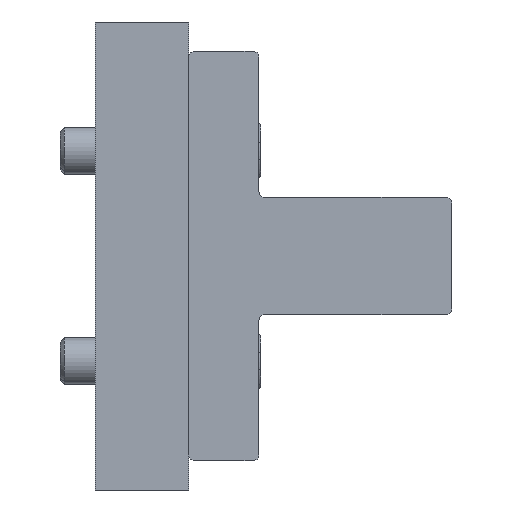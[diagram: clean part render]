
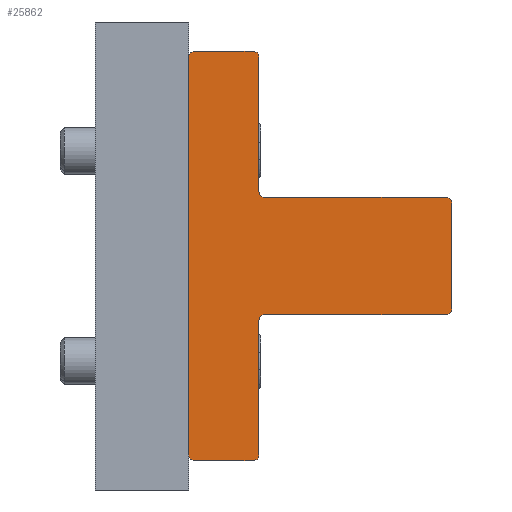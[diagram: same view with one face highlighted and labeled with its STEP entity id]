
A CAD part, left-side view. The second image highlights one B-rep face of the part: STEP entity #25862.
In plain terms, the highlighted planar face has unit normal (-1, 0, 0).
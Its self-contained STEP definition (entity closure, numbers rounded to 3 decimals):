
#25701=AXIS2_PLACEMENT_3D('Circle Axis2P3D',#25699,#25700,$) ;
#25746=AXIS2_PLACEMENT_3D('Plane Axis2P3D',#25743,#25744,#25745) ;
#25750=AXIS2_PLACEMENT_3D('Circle Axis2P3D',#25748,#25749,$) ;
#25766=AXIS2_PLACEMENT_3D('Circle Axis2P3D',#25764,#25765,$) ;
#25780=AXIS2_PLACEMENT_3D('Circle Axis2P3D',#25778,#25779,$) ;
#25794=AXIS2_PLACEMENT_3D('Circle Axis2P3D',#25792,#25793,$) ;
#25808=AXIS2_PLACEMENT_3D('Circle Axis2P3D',#25806,#25807,$) ;
#25820=AXIS2_PLACEMENT_3D('Circle Axis2P3D',#25818,#25819,$) ;
#25834=AXIS2_PLACEMENT_3D('Circle Axis2P3D',#25832,#25833,$) ;
#25632=CARTESIAN_POINT('Vertex',(-736.,-19.,101.)) ;
#25635=CARTESIAN_POINT('Line Origine',(-736.,-34.5,101.)) ;
#25639=CARTESIAN_POINT('Vertex',(-736.,-50.,101.)) ;
#25696=CARTESIAN_POINT('Vertex',(-736.,-18.,102.)) ;
#25699=CARTESIAN_POINT('Axis2P3D Location',(-736.,-19.,102.)) ;
#25743=CARTESIAN_POINT('Axis2P3D Location',(-736.,-6.,91.)) ;
#25748=CARTESIAN_POINT('Axis2P3D Location',(-736.,-7.,57.)) ;
#25752=CARTESIAN_POINT('Vertex',(-736.,-7.,56.)) ;
#25754=CARTESIAN_POINT('Vertex',(-736.,-6.,57.)) ;
#25757=CARTESIAN_POINT('Line Origine',(-736.,-12.,56.)) ;
#25761=CARTESIAN_POINT('Vertex',(-736.,-17.,56.)) ;
#25764=CARTESIAN_POINT('Axis2P3D Location',(-736.,-17.,57.)) ;
#25768=CARTESIAN_POINT('Vertex',(-736.,-18.,57.)) ;
#25771=CARTESIAN_POINT('Line Origine',(-736.,-18.,68.5)) ;
#25775=CARTESIAN_POINT('Vertex',(-736.,-18.,80.)) ;
#25778=CARTESIAN_POINT('Axis2P3D Location',(-736.,-19.,80.)) ;
#25782=CARTESIAN_POINT('Vertex',(-736.,-19.,81.)) ;
#25785=CARTESIAN_POINT('Line Origine',(-736.,-34.5,81.)) ;
#25789=CARTESIAN_POINT('Vertex',(-736.,-50.,81.)) ;
#25792=CARTESIAN_POINT('Axis2P3D Location',(-736.,-50.,82.)) ;
#25796=CARTESIAN_POINT('Vertex',(-736.,-51.,82.)) ;
#25799=CARTESIAN_POINT('Line Origine',(-736.,-51.,91.)) ;
#25803=CARTESIAN_POINT('Vertex',(-736.,-51.,100.)) ;
#25806=CARTESIAN_POINT('Axis2P3D Location',(-736.,-50.,100.)) ;
#25811=CARTESIAN_POINT('Line Origine',(-736.,-18.,113.5)) ;
#25815=CARTESIAN_POINT('Vertex',(-736.,-18.,125.)) ;
#25818=CARTESIAN_POINT('Axis2P3D Location',(-736.,-17.,125.)) ;
#25822=CARTESIAN_POINT('Vertex',(-736.,-17.,126.)) ;
#25825=CARTESIAN_POINT('Line Origine',(-736.,-12.,126.)) ;
#25829=CARTESIAN_POINT('Vertex',(-736.,-7.,126.)) ;
#25832=CARTESIAN_POINT('Axis2P3D Location',(-736.,-7.,125.)) ;
#25836=CARTESIAN_POINT('Vertex',(-736.,-6.,125.)) ;
#25839=CARTESIAN_POINT('Line Origine',(-736.,-6.,91.)) ;
#25636=DIRECTION('Vector Direction',(0.,-1.,0.)) ;
#25700=DIRECTION('Axis2P3D Direction',(1.,0.,0.)) ;
#25744=DIRECTION('Axis2P3D Direction',(1.,0.,0.)) ;
#25745=DIRECTION('Axis2P3D XDirection',(0.,1.,0.)) ;
#25749=DIRECTION('Axis2P3D Direction',(1.,0.,0.)) ;
#25758=DIRECTION('Vector Direction',(0.,-1.,0.)) ;
#25765=DIRECTION('Axis2P3D Direction',(1.,0.,0.)) ;
#25772=DIRECTION('Vector Direction',(0.,0.,1.)) ;
#25779=DIRECTION('Axis2P3D Direction',(1.,0.,0.)) ;
#25786=DIRECTION('Vector Direction',(0.,-1.,0.)) ;
#25793=DIRECTION('Axis2P3D Direction',(1.,0.,0.)) ;
#25800=DIRECTION('Vector Direction',(0.,0.,-1.)) ;
#25807=DIRECTION('Axis2P3D Direction',(1.,0.,0.)) ;
#25812=DIRECTION('Vector Direction',(0.,0.,-1.)) ;
#25819=DIRECTION('Axis2P3D Direction',(1.,0.,0.)) ;
#25826=DIRECTION('Vector Direction',(0.,-1.,0.)) ;
#25833=DIRECTION('Axis2P3D Direction',(1.,0.,0.)) ;
#25840=DIRECTION('Vector Direction',(0.,0.,1.)) ;
#25637=VECTOR('Line Direction',#25636,1.) ;
#25759=VECTOR('Line Direction',#25758,1.) ;
#25773=VECTOR('Line Direction',#25772,1.) ;
#25787=VECTOR('Line Direction',#25786,1.) ;
#25801=VECTOR('Line Direction',#25800,1.) ;
#25813=VECTOR('Line Direction',#25812,1.) ;
#25827=VECTOR('Line Direction',#25826,1.) ;
#25841=VECTOR('Line Direction',#25840,1.) ;
#25845=ORIENTED_EDGE('',*,*,#25756,.F.) ;
#25846=ORIENTED_EDGE('',*,*,#25763,.F.) ;
#25847=ORIENTED_EDGE('',*,*,#25770,.F.) ;
#25848=ORIENTED_EDGE('',*,*,#25777,.F.) ;
#25849=ORIENTED_EDGE('',*,*,#25784,.T.) ;
#25850=ORIENTED_EDGE('',*,*,#25791,.F.) ;
#25851=ORIENTED_EDGE('',*,*,#25798,.F.) ;
#25852=ORIENTED_EDGE('',*,*,#25805,.F.) ;
#25853=ORIENTED_EDGE('',*,*,#25810,.F.) ;
#25854=ORIENTED_EDGE('',*,*,#25641,.F.) ;
#25855=ORIENTED_EDGE('',*,*,#25703,.T.) ;
#25856=ORIENTED_EDGE('',*,*,#25817,.F.) ;
#25857=ORIENTED_EDGE('',*,*,#25824,.F.) ;
#25858=ORIENTED_EDGE('',*,*,#25831,.F.) ;
#25859=ORIENTED_EDGE('',*,*,#25838,.F.) ;
#25860=ORIENTED_EDGE('',*,*,#25843,.F.) ;
#25862=ADVANCED_FACE('RA4624001_1PA_001_04_TERMINALE_POSTERIORE_A.2\\PartBody',(#25861),#25747,.F.) ;
#25702=CIRCLE('generated circle',#25701,1.) ;
#25751=CIRCLE('generated circle',#25750,1.) ;
#25767=CIRCLE('generated circle',#25766,1.) ;
#25781=CIRCLE('generated circle',#25780,1.) ;
#25795=CIRCLE('generated circle',#25794,1.) ;
#25809=CIRCLE('generated circle',#25808,1.) ;
#25821=CIRCLE('generated circle',#25820,1.) ;
#25835=CIRCLE('generated circle',#25834,1.) ;
#25641=EDGE_CURVE('',#25633,#25640,#25638,.T.) ;
#25703=EDGE_CURVE('',#25633,#25697,#25702,.T.) ;
#25756=EDGE_CURVE('',#25753,#25755,#25751,.T.) ;
#25763=EDGE_CURVE('',#25762,#25753,#25760,.F.) ;
#25770=EDGE_CURVE('',#25769,#25762,#25767,.T.) ;
#25777=EDGE_CURVE('',#25776,#25769,#25774,.F.) ;
#25784=EDGE_CURVE('',#25776,#25783,#25781,.T.) ;
#25791=EDGE_CURVE('',#25790,#25783,#25788,.F.) ;
#25798=EDGE_CURVE('',#25797,#25790,#25795,.T.) ;
#25805=EDGE_CURVE('',#25804,#25797,#25802,.T.) ;
#25810=EDGE_CURVE('',#25640,#25804,#25809,.T.) ;
#25817=EDGE_CURVE('',#25816,#25697,#25814,.T.) ;
#25824=EDGE_CURVE('',#25823,#25816,#25821,.T.) ;
#25831=EDGE_CURVE('',#25830,#25823,#25828,.T.) ;
#25838=EDGE_CURVE('',#25837,#25830,#25835,.T.) ;
#25843=EDGE_CURVE('',#25755,#25837,#25842,.T.) ;
#25844=EDGE_LOOP('',(#25845,#25846,#25847,#25848,#25849,#25850,#25851,#25852,#25853,#25854,#25855,#25856,#25857,#25858,#25859,#25860)) ;
#25861=FACE_OUTER_BOUND('',#25844,.T.) ;
#25638=LINE('Line',#25635,#25637) ;
#25760=LINE('Line',#25757,#25759) ;
#25774=LINE('Line',#25771,#25773) ;
#25788=LINE('Line',#25785,#25787) ;
#25802=LINE('Line',#25799,#25801) ;
#25814=LINE('Line',#25811,#25813) ;
#25828=LINE('Line',#25825,#25827) ;
#25842=LINE('Line',#25839,#25841) ;
#25747=PLANE('',#25746) ;
#25633=VERTEX_POINT('',#25632) ;
#25640=VERTEX_POINT('',#25639) ;
#25697=VERTEX_POINT('',#25696) ;
#25753=VERTEX_POINT('',#25752) ;
#25755=VERTEX_POINT('',#25754) ;
#25762=VERTEX_POINT('',#25761) ;
#25769=VERTEX_POINT('',#25768) ;
#25776=VERTEX_POINT('',#25775) ;
#25783=VERTEX_POINT('',#25782) ;
#25790=VERTEX_POINT('',#25789) ;
#25797=VERTEX_POINT('',#25796) ;
#25804=VERTEX_POINT('',#25803) ;
#25816=VERTEX_POINT('',#25815) ;
#25823=VERTEX_POINT('',#25822) ;
#25830=VERTEX_POINT('',#25829) ;
#25837=VERTEX_POINT('',#25836) ;
